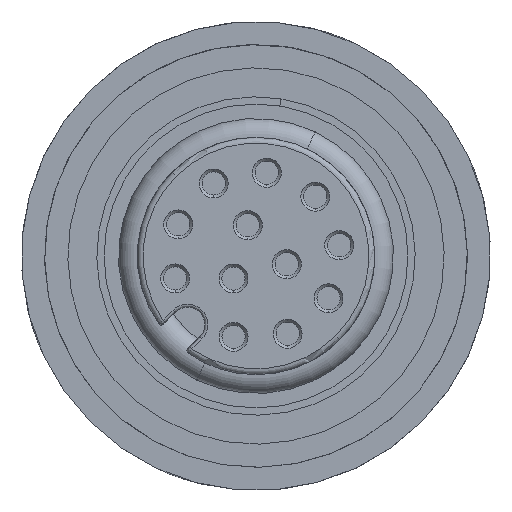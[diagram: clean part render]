
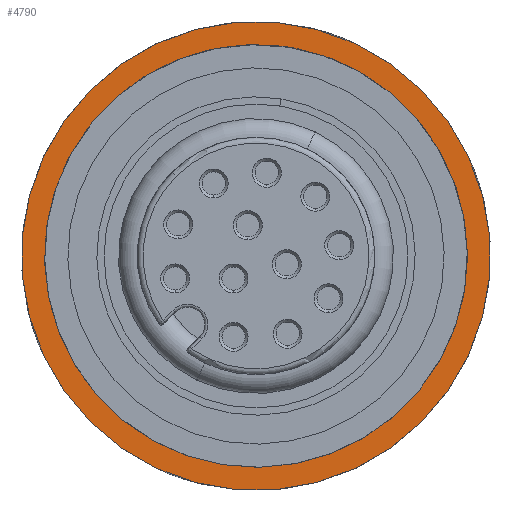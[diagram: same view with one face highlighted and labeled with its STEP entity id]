
A CAD part, front view. The second image highlights one B-rep face of the part: STEP entity #4790.
In plain terms, the highlighted planar face has unit normal (0, -1, 0).
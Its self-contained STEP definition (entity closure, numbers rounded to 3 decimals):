
#990=CARTESIAN_POINT('',(0.,15.9,0.));
#991=DIRECTION('',(0.,-1.,0.));
#992=DIRECTION('',(-0.707,0.,0.707));
#993=AXIS2_PLACEMENT_3D('',#990,#991,#992);
#995=CARTESIAN_POINT('',(0.,15.9,0.));
#996=DIRECTION('',(0.,-1.,0.));
#997=DIRECTION('',(0.707,0.,-0.707));
#998=AXIS2_PLACEMENT_3D('',#995,#996,#997);
#1000=CARTESIAN_POINT('',(0.,15.9,0.));
#1001=DIRECTION('',(0.,1.,0.));
#1002=DIRECTION('',(0.,0.,1.));
#1003=AXIS2_PLACEMENT_3D('',#1000,#1001,#1002);
#1005=CARTESIAN_POINT('',(0.,15.9,0.));
#1006=DIRECTION('',(0.,1.,0.));
#1007=DIRECTION('',(0.,0.,-1.));
#1008=AXIS2_PLACEMENT_3D('',#1005,#1006,#1007);
#2251=CARTESIAN_POINT('',(5.728,15.9,-5.728));
#2252=VERTEX_POINT('',#2251);
#2253=CARTESIAN_POINT('',(-5.728,15.9,5.728));
#2254=VERTEX_POINT('',#2253);
#2405=CARTESIAN_POINT('',(0.,15.9,4.65));
#2406=CARTESIAN_POINT('',(0.,15.9,-4.65));
#2407=VERTEX_POINT('',#2405);
#2408=VERTEX_POINT('',#2406);
#4775=CARTESIAN_POINT('',(0.,15.9,0.));
#4776=DIRECTION('',(0.,1.,0.));
#4777=DIRECTION('',(0.707,0.,-0.707));
#4778=AXIS2_PLACEMENT_3D('',#4775,#4776,#4777);
#4779=PLANE('',#4778);
#4780=ORIENTED_EDGE('',*,*,#3197,.F.);
#4781=ORIENTED_EDGE('',*,*,#2808,.F.);
#4782=EDGE_LOOP('',(#4780,#4781));
#4783=FACE_OUTER_BOUND('',#4782,.F.);
#4785=ORIENTED_EDGE('',*,*,#4784,.F.);
#4787=ORIENTED_EDGE('',*,*,#4786,.F.);
#4788=EDGE_LOOP('',(#4785,#4787));
#4789=FACE_BOUND('',#4788,.F.);
#994=CIRCLE('',#993,8.1);
#999=CIRCLE('',#998,8.1);
#1004=CIRCLE('',#1003,4.65);
#1009=CIRCLE('',#1008,4.65);
#2808=EDGE_CURVE('',#2252,#2254,#999,.T.);
#3197=EDGE_CURVE('',#2254,#2252,#994,.T.);
#4784=EDGE_CURVE('',#2407,#2408,#1004,.T.);
#4786=EDGE_CURVE('',#2408,#2407,#1009,.T.);
#4790=ADVANCED_FACE('',(#4783,#4789),#4779,.F.);
